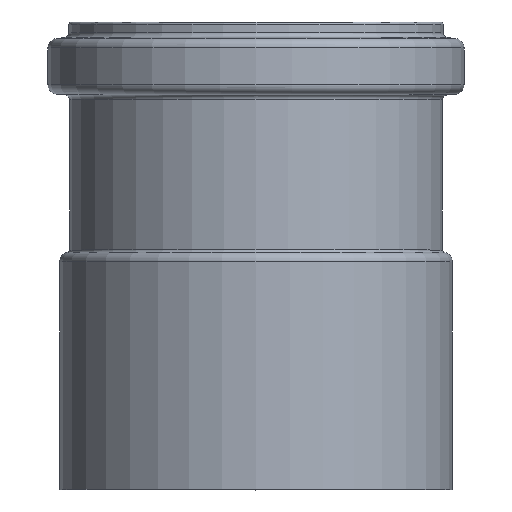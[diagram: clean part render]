
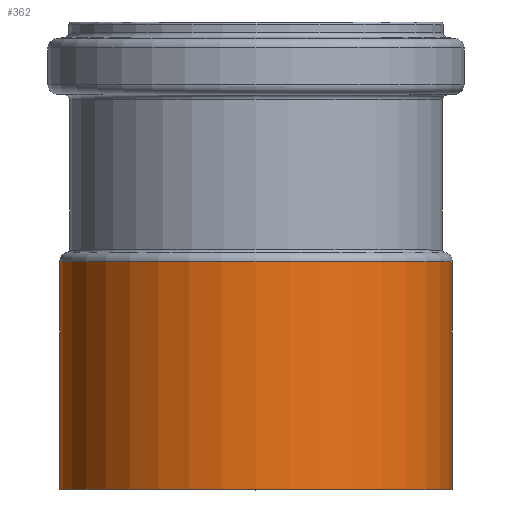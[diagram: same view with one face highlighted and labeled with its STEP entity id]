
A CAD part, top view. The second image highlights one B-rep face of the part: STEP entity #362.
In plain terms, the highlighted cylindrical face has radius 41.8 mm (diameter 83.6 mm), a full revolution.
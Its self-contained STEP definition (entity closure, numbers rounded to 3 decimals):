
#27=CYLINDRICAL_SURFACE('',#408,41.8);
#42=FACE_BOUND('',#118,.T.);
#76=FACE_OUTER_BOUND('',#117,.T.);
#117=EDGE_LOOP('',(#287));
#118=EDGE_LOOP('',(#288));
#180=CIRCLE('',#407,41.8);
#181=CIRCLE('',#409,41.8);
#214=VERTEX_POINT('',#623);
#215=VERTEX_POINT('',#626);
#248=EDGE_CURVE('',#214,#214,#180,.T.);
#249=EDGE_CURVE('',#215,#215,#181,.T.);
#287=ORIENTED_EDGE('',*,*,#249,.F.);
#288=ORIENTED_EDGE('',*,*,#248,.F.);
#362=ADVANCED_FACE('',(#76,#42),#27,.T.);
#407=AXIS2_PLACEMENT_3D('',#624,#493,#494);
#408=AXIS2_PLACEMENT_3D('',#625,#495,#496);
#409=AXIS2_PLACEMENT_3D('',#627,#497,#498);
#493=DIRECTION('center_axis',(0.,1.,0.));
#494=DIRECTION('ref_axis',(1.,0.,0.));
#495=DIRECTION('center_axis',(0.,-1.,0.));
#496=DIRECTION('ref_axis',(1.,0.,0.));
#497=DIRECTION('center_axis',(0.,-1.,0.));
#498=DIRECTION('ref_axis',(1.,0.,0.));
#623=CARTESIAN_POINT('',(-41.8,4.876,0.));
#624=CARTESIAN_POINT('Origin',(0.,4.876,0.));
#625=CARTESIAN_POINT('Origin',(0.,-18.406,0.));
#626=CARTESIAN_POINT('',(41.8,-43.656,0.));
#627=CARTESIAN_POINT('Origin',(0.,-43.656,0.));
